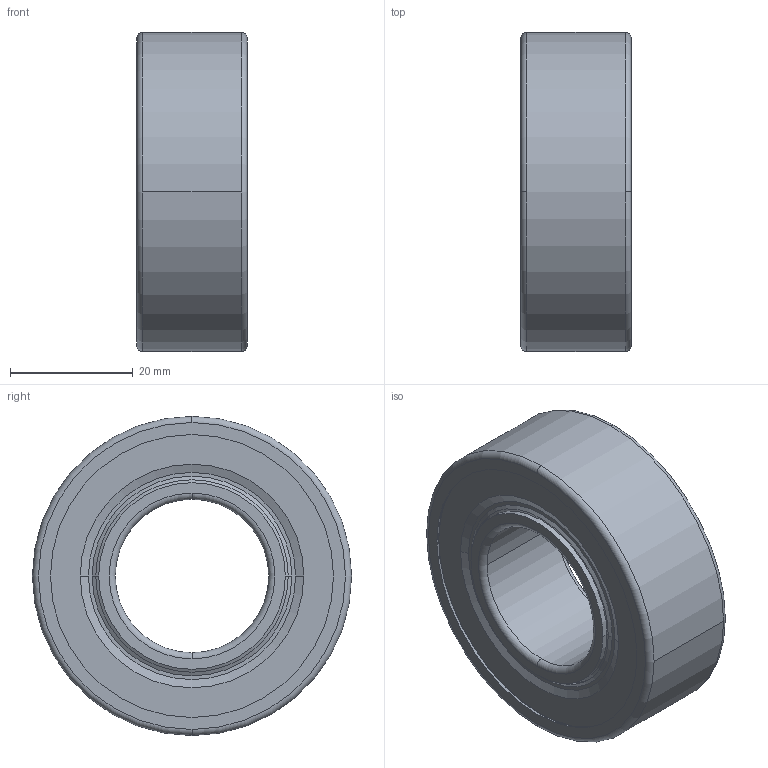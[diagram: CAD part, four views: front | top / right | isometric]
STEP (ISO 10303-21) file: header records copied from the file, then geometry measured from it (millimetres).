
FILE_DESCRIPTION(('STEP AP242'),'1');
FILE_NAME('snr_2205eeg15_0.stp','2024-10-07T10:23:25',('TraceParts'),('TraceParts S.A.'),'Spatial InterOp 3D',' ',' ');
FILE_SCHEMA(('AP242_MANAGED_MODEL_BASED_3D_ENGINEERING_MIM_LF {1 0 10303 442 1 1 4}'));
Length unit declared in the file: millimetre
Products named in the file (1): snr_2205eeg15_0_1
Bounding box: 18 x 52 x 52 mm (x, y, z)
Volume: 25714.7 mm3; surface area: 20714.1 mm2
Topology: 6 solids, 6 shells, 100 faces, 234 edges, 146 vertices
Faces by surface type: torus 32, cone 28, cylinder 22, plane 16, sphere 2
Entity records: 2977 total; most frequent: DIRECTION 622, CARTESIAN_POINT 482, ORIENTED_EDGE 460, AXIS2_PLACEMENT_3D 286, EDGE_CURVE 230, CIRCLE 180, VERTEX_POINT 146, EDGE_LOOP 116
